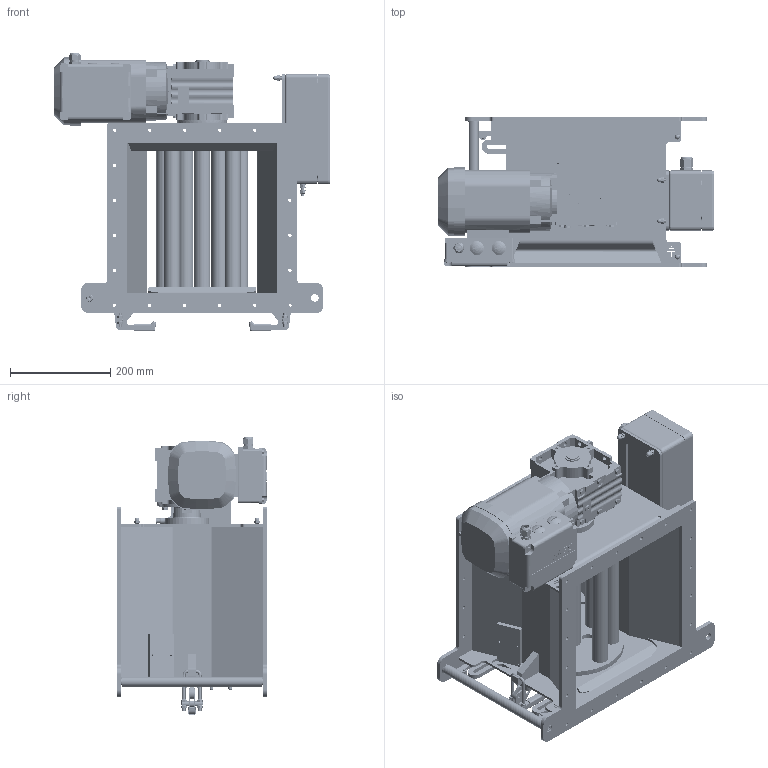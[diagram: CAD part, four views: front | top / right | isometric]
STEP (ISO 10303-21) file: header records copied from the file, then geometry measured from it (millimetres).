
FILE_DESCRIPTION(/* description */ (''),/* implementation_level */ '2;1');
FILE_NAME(/* name */ 'E0157621_Customer.stp',/* time_stamp */ '2023-02-07T08:06:50+01:00',/* author */ ('avd'),/* organization */ (''),/* preprocessor_version */ 'ST-DEVELOPER v18.1',/* originating_system */ 'Autodesk Inventor 2021',/* authorisation */ '');
FILE_SCHEMA (('CONFIG_CONTROL_DESIGN'));
Products named in the file (1): Part3
Bounding box: 552 x 300 x 557.03 mm (x, y, z)
Volume: 10526272.9 mm3; surface area: 2450813.7 mm2
Topology: 9 solids, 44 shells, 3882 faces, 10094 edges, 6414 vertices
Faces by surface type: plane 1982, cylinder 1134, cone 437, torus 225, bspline 68, sphere 36
Full cylindrical faces by diameter (mm): 2.2 x2, 2.5 x1, 3.242 x1, 4 x1, 4.134 x14, 4.886 x2, 4.917 x15, 5 x10, 5.3 x2, 5.459 x17, 5.5 x10, 6 x60, 6.1 x4, 6.2 x4, 6.4 x27, 6.5 x4, 6.647 x42, 7 x8, 7.5 x2, 8 x6, 8.249 x1, 8.566 x1, 8.7 x1, 9 x8, 9.5 x6, 9.8 x1, 10 x15, 10.2 x2, 11 x4, 11.5 x1
Entity records: 127801 total; most frequent: CARTESIAN_POINT 27672, DIRECTION 20444, ORIENTED_EDGE 20086, EDGE_CURVE 10043, AXIS2_PLACEMENT_3D 7579, VERTEX_POINT 6412, LINE 5286, VECTOR 5286
